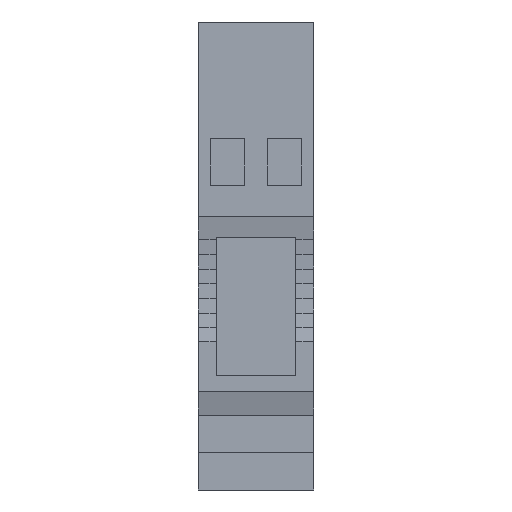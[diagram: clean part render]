
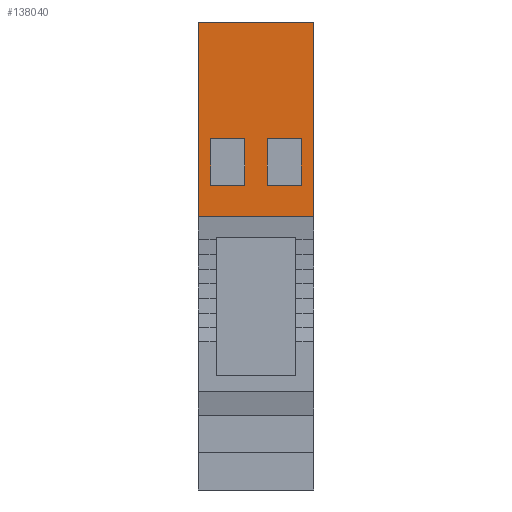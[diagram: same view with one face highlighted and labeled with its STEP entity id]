
A CAD part, front view. The second image highlights one B-rep face of the part: STEP entity #138040.
In plain terms, the highlighted face is planar.
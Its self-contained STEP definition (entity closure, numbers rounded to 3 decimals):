
#3350=CARTESIAN_POINT('',(46.6,5.411,-6.15));
#3360=VERTEX_POINT('',#3350);
#3390=CARTESIAN_POINT('',(46.6,17.,-6.15));
#3400=DIRECTION('',(0.,-1.,0.));
#3410=VECTOR('',#3400,1.);
#3420=LINE('',#3390,#3410);
#3430=CARTESIAN_POINT('',(46.6,26.2,-6.15));
#3440=VERTEX_POINT('',#3430);
#3450=EDGE_CURVE('',#3440,#3360,#3420,.T.);
#18590=CARTESIAN_POINT('',(46.6,26.2,6.15));
#18600=VERTEX_POINT('',#18590);
#18630=CARTESIAN_POINT('',(46.6,0.,6.15));
#18640=DIRECTION('',(0.,1.,0.));
#18650=VECTOR('',#18640,1.);
#18660=LINE('',#18630,#18650);
#18670=CARTESIAN_POINT('',(46.6,5.411,6.15));
#18680=VERTEX_POINT('',#18670);
#18690=EDGE_CURVE('',#18680,#18600,#18660,.T.);
#127200=CARTESIAN_POINT('',(46.6,26.2,0.));
#127210=DIRECTION('',(0.,0.,1.));
#127220=VECTOR('',#127210,1.);
#127230=LINE('',#127200,#127220);
#127240=EDGE_CURVE('',#3440,#18600,#127230,.T.);
#137200=CARTESIAN_POINT('',(46.6,5.411,-6.15));
#137210=DIRECTION('',(-1.,0.,0.));
#137220=DIRECTION('',(0.,-1.,0.));
#137230=AXIS2_PLACEMENT_3D('',#137200,#137210,#137220);
#137240=PLANE('',#137230);
#137250=CARTESIAN_POINT('',(46.6,13.75,0.));
#137260=DIRECTION('',(0.,0.,1.));
#137270=VECTOR('',#137260,1.);
#137280=LINE('',#137250,#137270);
#137290=CARTESIAN_POINT('',(46.6,13.75,1.2));
#137300=VERTEX_POINT('',#137290);
#137310=CARTESIAN_POINT('',(46.6,13.75,4.85));
#137320=VERTEX_POINT('',#137310);
#137330=EDGE_CURVE('',#137300,#137320,#137280,.T.);
#137340=ORIENTED_EDGE('',*,*,#137330,.F.);
#137350=CARTESIAN_POINT('',(46.6,0.,4.85));
#137360=DIRECTION('',(0.,-1.,0.));
#137370=VECTOR('',#137360,1.);
#137380=LINE('',#137350,#137370);
#137390=CARTESIAN_POINT('',(46.6,8.75,4.85));
#137400=VERTEX_POINT('',#137390);
#137410=EDGE_CURVE('',#137320,#137400,#137380,.T.);
#137420=ORIENTED_EDGE('',*,*,#137410,.F.);
#137430=CARTESIAN_POINT('',(46.6,8.75,0.));
#137440=DIRECTION('',(0.,0.,-1.));
#137450=VECTOR('',#137440,1.);
#137460=LINE('',#137430,#137450);
#137470=CARTESIAN_POINT('',(46.6,8.75,1.2));
#137480=VERTEX_POINT('',#137470);
#137490=EDGE_CURVE('',#137400,#137480,#137460,.T.);
#137500=ORIENTED_EDGE('',*,*,#137490,.F.);
#137510=CARTESIAN_POINT('',(46.6,0.,1.2));
#137520=DIRECTION('',(0.,1.,0.));
#137530=VECTOR('',#137520,1.);
#137540=LINE('',#137510,#137530);
#137550=EDGE_CURVE('',#137480,#137300,#137540,.T.);
#137560=ORIENTED_EDGE('',*,*,#137550,.F.);
#137570=EDGE_LOOP('',(#137560,#137500,#137420,#137340));
#137580=FACE_BOUND('',#137570,.T.);
#137590=CARTESIAN_POINT('',(46.6,8.75,0.));
#137600=DIRECTION('',(0.,0.,-1.));
#137610=VECTOR('',#137600,1.);
#137620=LINE('',#137590,#137610);
#137630=CARTESIAN_POINT('',(46.6,8.75,-1.2));
#137640=VERTEX_POINT('',#137630);
#137650=CARTESIAN_POINT('',(46.6,8.75,-4.85));
#137660=VERTEX_POINT('',#137650);
#137670=EDGE_CURVE('',#137640,#137660,#137620,.T.);
#137680=ORIENTED_EDGE('',*,*,#137670,.F.);
#137690=CARTESIAN_POINT('',(46.6,0.,-4.85));
#137700=DIRECTION('',(0.,1.,0.));
#137710=VECTOR('',#137700,1.);
#137720=LINE('',#137690,#137710);
#137730=CARTESIAN_POINT('',(46.6,13.75,-4.85));
#137740=VERTEX_POINT('',#137730);
#137750=EDGE_CURVE('',#137660,#137740,#137720,.T.);
#137760=ORIENTED_EDGE('',*,*,#137750,.F.);
#137770=CARTESIAN_POINT('',(46.6,13.75,0.));
#137780=DIRECTION('',(0.,0.,1.));
#137790=VECTOR('',#137780,1.);
#137800=LINE('',#137770,#137790);
#137810=CARTESIAN_POINT('',(46.6,13.75,-1.2));
#137820=VERTEX_POINT('',#137810);
#137830=EDGE_CURVE('',#137740,#137820,#137800,.T.);
#137840=ORIENTED_EDGE('',*,*,#137830,.F.);
#137850=CARTESIAN_POINT('',(46.6,0.,-1.2));
#137860=DIRECTION('',(0.,-1.,0.));
#137870=VECTOR('',#137860,1.);
#137880=LINE('',#137850,#137870);
#137890=EDGE_CURVE('',#137820,#137640,#137880,.T.);
#137900=ORIENTED_EDGE('',*,*,#137890,.F.);
#137910=EDGE_LOOP('',(#137900,#137840,#137760,#137680));
#137920=FACE_BOUND('',#137910,.T.);
#137930=ORIENTED_EDGE('',*,*,#3450,.F.);
#137940=CARTESIAN_POINT('',(46.6,5.411,0.));
#137950=DIRECTION('',(0.,0.,1.));
#137960=VECTOR('',#137950,1.);
#137970=LINE('',#137940,#137960);
#137980=EDGE_CURVE('',#3360,#18680,#137970,.T.);
#137990=ORIENTED_EDGE('',*,*,#137980,.F.);
#138000=ORIENTED_EDGE('',*,*,#18690,.F.);
#138010=ORIENTED_EDGE('',*,*,#127240,.T.);
#138020=EDGE_LOOP('',(#138010,#138000,#137990,#137930));
#138030=FACE_OUTER_BOUND('',#138020,.T.);
#138040=ADVANCED_FACE('',(#137580,#137920,#138030),#137240,.F.);
